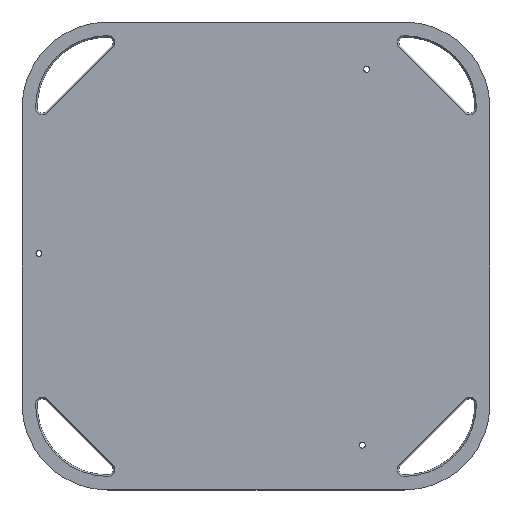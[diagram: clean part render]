
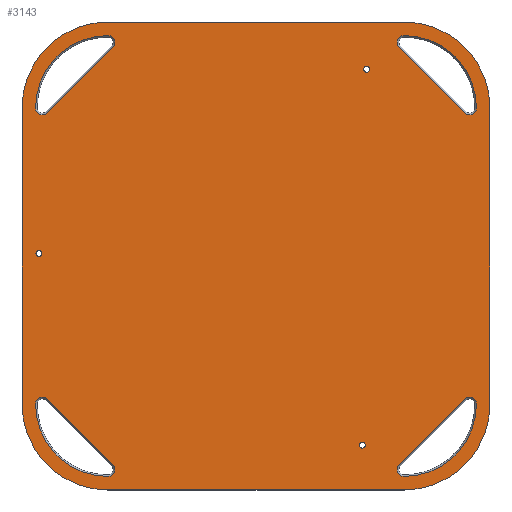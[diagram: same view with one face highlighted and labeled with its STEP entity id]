
A CAD part, top view. The second image highlights one B-rep face of the part: STEP entity #3143.
In plain terms, the highlighted planar face has unit normal (0, 0, 1).
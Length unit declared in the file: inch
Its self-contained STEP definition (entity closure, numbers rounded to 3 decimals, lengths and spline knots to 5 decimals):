
#31=FACE_BOUND('',#402,.T.);
#32=FACE_BOUND('',#403,.T.);
#33=FACE_BOUND('',#404,.T.);
#34=FACE_BOUND('',#405,.T.);
#35=FACE_BOUND('',#406,.T.);
#36=FACE_BOUND('',#407,.T.);
#37=FACE_BOUND('',#408,.T.);
#75=PLANE('',#3365);
#218=FACE_OUTER_BOUND('',#401,.T.);
#401=EDGE_LOOP('',(#2275,#2276,#2277,#2278,#2279,#2280,#2281,#2282));
#402=EDGE_LOOP('',(#2283));
#403=EDGE_LOOP('',(#2284));
#404=EDGE_LOOP('',(#2285));
#405=EDGE_LOOP('',(#2286,#2287,#2288,#2289));
#406=EDGE_LOOP('',(#2290,#2291,#2292,#2293));
#407=EDGE_LOOP('',(#2294,#2295,#2296,#2297));
#408=EDGE_LOOP('',(#2298,#2299,#2300,#2301));
#596=LINE('',#4535,#992);
#601=LINE('',#4557,#997);
#602=LINE('',#4561,#998);
#603=LINE('',#4565,#999);
#604=LINE('',#4568,#1000);
#605=LINE('',#4571,#1001);
#606=LINE('',#4579,#1002);
#607=LINE('',#4587,#1003);
#992=VECTOR('',#3660,0.3937);
#997=VECTOR('',#3687,0.3937);
#998=VECTOR('',#3690,0.3937);
#999=VECTOR('',#3693,0.3937);
#1000=VECTOR('',#3696,0.3937);
#1001=VECTOR('',#3697,0.3937);
#1002=VECTOR('',#3704,0.3937);
#1003=VECTOR('',#3711,0.3937);
#1369=CIRCLE('',#3321,0.19201);
#1371=CIRCLE('',#3324,0.19201);
#1373=CIRCLE('',#3327,0.19201);
#1394=CIRCLE('',#3357,0.44366);
#1396=CIRCLE('',#3360,4.63121);
#1398=CIRCLE('',#3363,0.44366);
#1399=CIRCLE('',#3366,5.5);
#1400=CIRCLE('',#3367,5.5);
#1401=CIRCLE('',#3368,5.5);
#1402=CIRCLE('',#3369,5.5);
#1403=CIRCLE('',#3370,0.44366);
#1404=CIRCLE('',#3371,4.63121);
#1405=CIRCLE('',#3372,0.44366);
#1406=CIRCLE('',#3373,0.44366);
#1407=CIRCLE('',#3374,4.63121);
#1408=CIRCLE('',#3375,0.44366);
#1409=CIRCLE('',#3376,0.44366);
#1410=CIRCLE('',#3377,4.63121);
#1411=CIRCLE('',#3378,0.44366);
#1433=VERTEX_POINT('',#4441);
#1435=VERTEX_POINT('',#4447);
#1437=VERTEX_POINT('',#4453);
#1469=VERTEX_POINT('',#4532);
#1470=VERTEX_POINT('',#4534);
#1472=VERTEX_POINT('',#4539);
#1473=VERTEX_POINT('',#4544);
#1474=VERTEX_POINT('',#4553);
#1475=VERTEX_POINT('',#4554);
#1476=VERTEX_POINT('',#4556);
#1477=VERTEX_POINT('',#4558);
#1478=VERTEX_POINT('',#4560);
#1479=VERTEX_POINT('',#4562);
#1480=VERTEX_POINT('',#4564);
#1481=VERTEX_POINT('',#4566);
#1482=VERTEX_POINT('',#4569);
#1483=VERTEX_POINT('',#4570);
#1484=VERTEX_POINT('',#4572);
#1485=VERTEX_POINT('',#4574);
#1486=VERTEX_POINT('',#4577);
#1487=VERTEX_POINT('',#4578);
#1488=VERTEX_POINT('',#4580);
#1489=VERTEX_POINT('',#4582);
#1490=VERTEX_POINT('',#4585);
#1491=VERTEX_POINT('',#4586);
#1492=VERTEX_POINT('',#4588);
#1493=VERTEX_POINT('',#4590);
#1731=EDGE_CURVE('',#1433,#1433,#1369,.T.);
#1734=EDGE_CURVE('',#1435,#1435,#1371,.T.);
#1737=EDGE_CURVE('',#1437,#1437,#1373,.T.);
#1776=EDGE_CURVE('',#1469,#1470,#596,.T.);
#1779=EDGE_CURVE('',#1472,#1469,#1394,.T.);
#1782=EDGE_CURVE('',#1473,#1472,#1396,.T.);
#1784=EDGE_CURVE('',#1470,#1473,#1398,.T.);
#1786=EDGE_CURVE('',#1474,#1475,#1399,.T.);
#1787=EDGE_CURVE('',#1475,#1476,#601,.T.);
#1788=EDGE_CURVE('',#1476,#1477,#1400,.T.);
#1789=EDGE_CURVE('',#1477,#1478,#602,.T.);
#1790=EDGE_CURVE('',#1478,#1479,#1401,.T.);
#1791=EDGE_CURVE('',#1479,#1480,#603,.T.);
#1792=EDGE_CURVE('',#1480,#1481,#1402,.T.);
#1793=EDGE_CURVE('',#1481,#1474,#604,.T.);
#1794=EDGE_CURVE('',#1482,#1483,#605,.T.);
#1795=EDGE_CURVE('',#1484,#1482,#1403,.T.);
#1796=EDGE_CURVE('',#1485,#1484,#1404,.T.);
#1797=EDGE_CURVE('',#1483,#1485,#1405,.T.);
#1798=EDGE_CURVE('',#1486,#1487,#606,.T.);
#1799=EDGE_CURVE('',#1488,#1486,#1406,.T.);
#1800=EDGE_CURVE('',#1489,#1488,#1407,.T.);
#1801=EDGE_CURVE('',#1487,#1489,#1408,.T.);
#1802=EDGE_CURVE('',#1490,#1491,#607,.T.);
#1803=EDGE_CURVE('',#1492,#1490,#1409,.T.);
#1804=EDGE_CURVE('',#1493,#1492,#1410,.T.);
#1805=EDGE_CURVE('',#1491,#1493,#1411,.T.);
#2275=ORIENTED_EDGE('',*,*,#1786,.T.);
#2276=ORIENTED_EDGE('',*,*,#1787,.T.);
#2277=ORIENTED_EDGE('',*,*,#1788,.T.);
#2278=ORIENTED_EDGE('',*,*,#1789,.T.);
#2279=ORIENTED_EDGE('',*,*,#1790,.T.);
#2280=ORIENTED_EDGE('',*,*,#1791,.T.);
#2281=ORIENTED_EDGE('',*,*,#1792,.T.);
#2282=ORIENTED_EDGE('',*,*,#1793,.T.);
#2283=ORIENTED_EDGE('',*,*,#1731,.T.);
#2284=ORIENTED_EDGE('',*,*,#1734,.T.);
#2285=ORIENTED_EDGE('',*,*,#1737,.T.);
#2286=ORIENTED_EDGE('',*,*,#1794,.F.);
#2287=ORIENTED_EDGE('',*,*,#1795,.F.);
#2288=ORIENTED_EDGE('',*,*,#1796,.F.);
#2289=ORIENTED_EDGE('',*,*,#1797,.F.);
#2290=ORIENTED_EDGE('',*,*,#1798,.F.);
#2291=ORIENTED_EDGE('',*,*,#1799,.F.);
#2292=ORIENTED_EDGE('',*,*,#1800,.F.);
#2293=ORIENTED_EDGE('',*,*,#1801,.F.);
#2294=ORIENTED_EDGE('',*,*,#1802,.F.);
#2295=ORIENTED_EDGE('',*,*,#1803,.F.);
#2296=ORIENTED_EDGE('',*,*,#1804,.F.);
#2297=ORIENTED_EDGE('',*,*,#1805,.F.);
#2298=ORIENTED_EDGE('',*,*,#1776,.F.);
#2299=ORIENTED_EDGE('',*,*,#1779,.F.);
#2300=ORIENTED_EDGE('',*,*,#1782,.F.);
#2301=ORIENTED_EDGE('',*,*,#1784,.F.);
#3143=ADVANCED_FACE('',(#218,#31,#32,#33,#34,#35,#36,#37),#75,.T.);
#3321=AXIS2_PLACEMENT_3D('',#4443,#3570,#3571);
#3324=AXIS2_PLACEMENT_3D('',#4449,#3577,#3578);
#3327=AXIS2_PLACEMENT_3D('',#4455,#3584,#3585);
#3357=AXIS2_PLACEMENT_3D('',#4541,#3665,#3666);
#3360=AXIS2_PLACEMENT_3D('',#4546,#3672,#3673);
#3363=AXIS2_PLACEMENT_3D('',#4549,#3678,#3679);
#3365=AXIS2_PLACEMENT_3D('',#4552,#3683,#3684);
#3366=AXIS2_PLACEMENT_3D('',#4555,#3685,#3686);
#3367=AXIS2_PLACEMENT_3D('',#4559,#3688,#3689);
#3368=AXIS2_PLACEMENT_3D('',#4563,#3691,#3692);
#3369=AXIS2_PLACEMENT_3D('',#4567,#3694,#3695);
#3370=AXIS2_PLACEMENT_3D('',#4573,#3698,#3699);
#3371=AXIS2_PLACEMENT_3D('',#4575,#3700,#3701);
#3372=AXIS2_PLACEMENT_3D('',#4576,#3702,#3703);
#3373=AXIS2_PLACEMENT_3D('',#4581,#3705,#3706);
#3374=AXIS2_PLACEMENT_3D('',#4583,#3707,#3708);
#3375=AXIS2_PLACEMENT_3D('',#4584,#3709,#3710);
#3376=AXIS2_PLACEMENT_3D('',#4589,#3712,#3713);
#3377=AXIS2_PLACEMENT_3D('',#4591,#3714,#3715);
#3378=AXIS2_PLACEMENT_3D('',#4592,#3716,#3717);
#3570=DIRECTION('center_axis',(0.,0.,-1.));
#3571=DIRECTION('ref_axis',(0.5,0.866,0.));
#3577=DIRECTION('center_axis',(0.,0.,-1.));
#3578=DIRECTION('ref_axis',(0.5,-0.866,0.));
#3584=DIRECTION('center_axis',(0.,0.,-1.));
#3585=DIRECTION('ref_axis',(-1.,0.,0.));
#3660=DIRECTION('',(-0.707,0.707,0.));
#3665=DIRECTION('center_axis',(0.,0.,1.));
#3666=DIRECTION('ref_axis',(0.,-1.,0.));
#3672=DIRECTION('center_axis',(0.,0.,1.));
#3673=DIRECTION('ref_axis',(-1.,0.,0.));
#3678=DIRECTION('center_axis',(0.,0.,1.));
#3679=DIRECTION('ref_axis',(-1.,0.,0.));
#3683=DIRECTION('center_axis',(0.,0.,1.));
#3684=DIRECTION('ref_axis',(1.,0.,0.));
#3685=DIRECTION('center_axis',(0.,0.,1.));
#3686=DIRECTION('ref_axis',(1.,0.,0.));
#3687=DIRECTION('',(-1.,0.,0.));
#3688=DIRECTION('center_axis',(0.,0.,1.));
#3689=DIRECTION('ref_axis',(0.,1.,0.));
#3690=DIRECTION('',(0.,-1.,0.));
#3691=DIRECTION('center_axis',(0.,0.,1.));
#3692=DIRECTION('ref_axis',(-1.,0.,0.));
#3693=DIRECTION('',(1.,0.,0.));
#3694=DIRECTION('center_axis',(0.,0.,1.));
#3695=DIRECTION('ref_axis',(0.,-1.,0.));
#3696=DIRECTION('',(0.,1.,0.));
#3697=DIRECTION('',(0.707,0.707,0.));
#3698=DIRECTION('center_axis',(0.,0.,1.));
#3699=DIRECTION('ref_axis',(-1.,0.,0.));
#3700=DIRECTION('center_axis',(0.,0.,1.));
#3701=DIRECTION('ref_axis',(0.,1.,0.));
#3702=DIRECTION('center_axis',(0.,0.,1.));
#3703=DIRECTION('ref_axis',(0.,1.,0.));
#3704=DIRECTION('',(-0.707,-0.707,0.));
#3705=DIRECTION('center_axis',(0.,0.,1.));
#3706=DIRECTION('ref_axis',(1.,0.,0.));
#3707=DIRECTION('center_axis',(0.,0.,1.));
#3708=DIRECTION('ref_axis',(0.,-1.,0.));
#3709=DIRECTION('center_axis',(0.,0.,1.));
#3710=DIRECTION('ref_axis',(0.,-1.,0.));
#3711=DIRECTION('',(0.707,-0.707,0.));
#3712=DIRECTION('center_axis',(0.,0.,1.));
#3713=DIRECTION('ref_axis',(0.,1.,0.));
#3714=DIRECTION('center_axis',(0.,0.,1.));
#3715=DIRECTION('ref_axis',(1.,0.,0.));
#3716=DIRECTION('center_axis',(0.,0.,1.));
#3717=DIRECTION('ref_axis',(1.,0.,0.));
#4441=CARTESIAN_POINT('',(6.99668,11.80506,1.));
#4443=CARTESIAN_POINT('Origin',(7.09268,11.97135,1.));
#4447=CARTESIAN_POINT('',(6.72515,-11.96183,1.));
#4449=CARTESIAN_POINT('Origin',(6.82115,-12.12812,1.));
#4453=CARTESIAN_POINT('',(-13.72182,0.15677,1.));
#4455=CARTESIAN_POINT('Origin',(-13.91384,0.15677,1.));
#4532=CARTESIAN_POINT('',(-9.18629,-13.37383,1.));
#4534=CARTESIAN_POINT('',(-13.37383,-9.18629,1.));
#4535=CARTESIAN_POINT('',(-12.32694,-10.23317,1.));
#4539=CARTESIAN_POINT('',(-9.5,-14.13121,1.));
#4541=CARTESIAN_POINT('Origin',(-9.5,-13.68755,1.));
#4544=CARTESIAN_POINT('',(-14.13121,-9.5,1.));
#4546=CARTESIAN_POINT('Origin',(-9.5,-9.5,1.));
#4549=CARTESIAN_POINT('Origin',(-13.68755,-9.5,1.));
#4552=CARTESIAN_POINT('Origin',(0.,0.,1.));
#4553=CARTESIAN_POINT('',(15.,9.5,1.));
#4554=CARTESIAN_POINT('',(9.5,15.,1.));
#4555=CARTESIAN_POINT('Origin',(9.5,9.5,1.));
#4556=CARTESIAN_POINT('',(-9.5,15.,1.));
#4557=CARTESIAN_POINT('',(9.5,15.,1.));
#4558=CARTESIAN_POINT('',(-15.,9.5,1.));
#4559=CARTESIAN_POINT('Origin',(-9.5,9.5,1.));
#4560=CARTESIAN_POINT('',(-15.,-9.5,1.));
#4561=CARTESIAN_POINT('',(-15.,9.5,1.));
#4562=CARTESIAN_POINT('',(-9.5,-15.,1.));
#4563=CARTESIAN_POINT('Origin',(-9.5,-9.5,1.));
#4564=CARTESIAN_POINT('',(9.5,-15.,1.));
#4565=CARTESIAN_POINT('',(-9.5,-15.,1.));
#4566=CARTESIAN_POINT('',(15.,-9.5,1.));
#4567=CARTESIAN_POINT('Origin',(9.5,-9.5,1.));
#4568=CARTESIAN_POINT('',(15.,-9.5,1.));
#4569=CARTESIAN_POINT('',(-13.37383,9.18629,1.));
#4570=CARTESIAN_POINT('',(-9.18629,13.37383,1.));
#4571=CARTESIAN_POINT('',(-10.23317,12.32694,1.));
#4572=CARTESIAN_POINT('',(-14.13121,9.5,1.));
#4573=CARTESIAN_POINT('Origin',(-13.68755,9.5,1.));
#4574=CARTESIAN_POINT('',(-9.5,14.13121,1.));
#4575=CARTESIAN_POINT('Origin',(-9.5,9.5,1.));
#4576=CARTESIAN_POINT('Origin',(-9.5,13.68755,1.));
#4577=CARTESIAN_POINT('',(13.37383,-9.18629,1.));
#4578=CARTESIAN_POINT('',(9.18629,-13.37383,1.));
#4579=CARTESIAN_POINT('',(10.23317,-12.32694,1.));
#4580=CARTESIAN_POINT('',(14.13121,-9.5,1.));
#4581=CARTESIAN_POINT('Origin',(13.68755,-9.5,1.));
#4582=CARTESIAN_POINT('',(9.5,-14.13121,1.));
#4583=CARTESIAN_POINT('Origin',(9.5,-9.5,1.));
#4584=CARTESIAN_POINT('Origin',(9.5,-13.68755,1.));
#4585=CARTESIAN_POINT('',(9.18629,13.37383,1.));
#4586=CARTESIAN_POINT('',(13.37383,9.18629,1.));
#4587=CARTESIAN_POINT('',(12.32694,10.23317,1.));
#4588=CARTESIAN_POINT('',(9.5,14.13121,1.));
#4589=CARTESIAN_POINT('Origin',(9.5,13.68755,1.));
#4590=CARTESIAN_POINT('',(14.13121,9.5,1.));
#4591=CARTESIAN_POINT('Origin',(9.5,9.5,1.));
#4592=CARTESIAN_POINT('Origin',(13.68755,9.5,1.));
